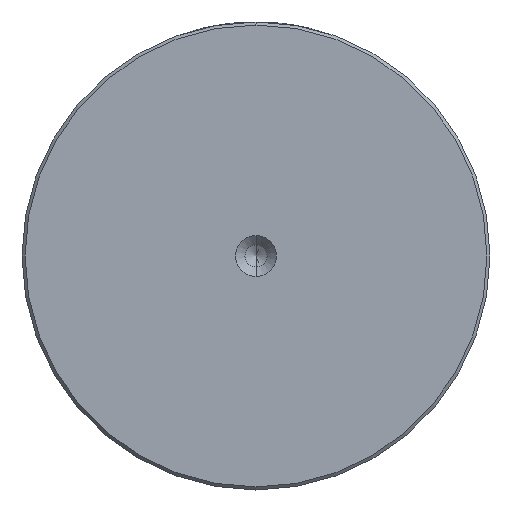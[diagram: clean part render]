
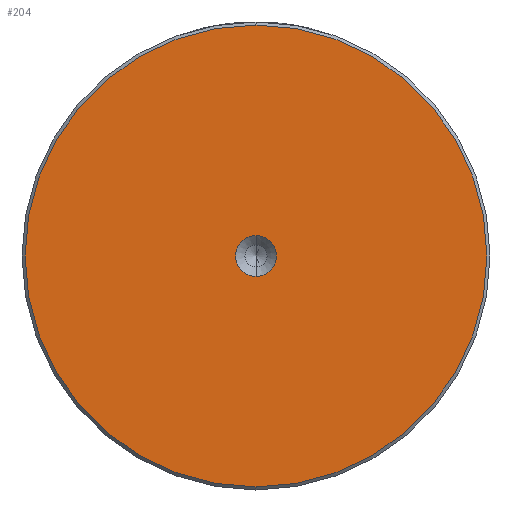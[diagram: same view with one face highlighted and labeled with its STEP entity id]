
A CAD part, left-side view. The second image highlights one B-rep face of the part: STEP entity #204.
In plain terms, the highlighted planar face has unit normal (-1, 0, 0).
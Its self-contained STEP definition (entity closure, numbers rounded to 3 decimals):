
#204 = ADVANCED_FACE ( 'NONE', ( #449, #2175 ), #2891, .T. ) ;
#433 = ORIENTED_EDGE ( 'NONE', *, *, #723, .T. ) ;
#446 = CIRCLE ( 'NONE', #1581, 37.5 ) ;
#449 = FACE_OUTER_BOUND ( 'NONE', #1660, .T. ) ;
#450 = CARTESIAN_POINT ( 'NONE',  ( 0., 0., 0. ) ) ;
#471 = ORIENTED_EDGE ( 'NONE', *, *, #1928, .F. ) ;
#532 = DIRECTION ( 'NONE',  ( 0., 0., 1. ) ) ;
#541 = CARTESIAN_POINT ( 'NONE',  ( 0., 0., 0. ) ) ;
#591 = CARTESIAN_POINT ( 'NONE',  ( 0., 0., 0. ) ) ;
#661 = CARTESIAN_POINT ( 'NONE',  ( 0., 0., -37.5 ) ) ;
#696 = DIRECTION ( 'NONE',  ( 0., 0., 1. ) ) ;
#706 = EDGE_CURVE ( 'NONE', #854, #2646, #1160, .T. ) ;
#723 = EDGE_CURVE ( 'NONE', #2646, #854, #446, .T. ) ;
#791 = DIRECTION ( 'NONE',  ( 0., 0., 1. ) ) ;
#831 = DIRECTION ( 'NONE',  ( 0., 0., 1. ) ) ;
#854 = VERTEX_POINT ( 'NONE', #661 ) ;
#997 = ORIENTED_EDGE ( 'NONE', *, *, #2761, .F. ) ;
#1000 = CARTESIAN_POINT ( 'NONE',  ( 0., 0., 0. ) ) ;
#1031 = CARTESIAN_POINT ( 'NONE',  ( 0., 0., -3.3 ) ) ;
#1048 = AXIS2_PLACEMENT_3D ( 'NONE', #1000, #1963, #532 ) ;
#1156 = CIRCLE ( 'NONE', #1177, 3.3 ) ;
#1160 = CIRCLE ( 'NONE', #1241, 37.5 ) ;
#1177 = AXIS2_PLACEMENT_3D ( 'NONE', #541, #2194, #791 ) ;
#1241 = AXIS2_PLACEMENT_3D ( 'NONE', #1291, #2949, #1526 ) ;
#1248 = VERTEX_POINT ( 'NONE', #1031 ) ;
#1262 = AXIS2_PLACEMENT_3D ( 'NONE', #450, #2101, #696 ) ;
#1291 = CARTESIAN_POINT ( 'NONE',  ( 0., 0., 0. ) ) ;
#1526 = DIRECTION ( 'NONE',  ( 0., 0., 1. ) ) ;
#1581 = AXIS2_PLACEMENT_3D ( 'NONE', #591, #2237, #831 ) ;
#1643 = CARTESIAN_POINT ( 'NONE',  ( 0., 0., 37.5 ) ) ;
#1660 = EDGE_LOOP ( 'NONE', ( #2159, #433 ) ) ;
#1928 = EDGE_CURVE ( 'NONE', #1248, #2102, #3081, .T. ) ;
#1963 = DIRECTION ( 'NONE',  ( -1., 0., 0. ) ) ;
#2101 = DIRECTION ( 'NONE',  ( -1., 0., 0. ) ) ;
#2102 = VERTEX_POINT ( 'NONE', #2168 ) ;
#2159 = ORIENTED_EDGE ( 'NONE', *, *, #706, .T. ) ;
#2168 = CARTESIAN_POINT ( 'NONE',  ( 0., 0., 3.3 ) ) ;
#2175 = FACE_BOUND ( 'NONE', #2387, .T. ) ;
#2194 = DIRECTION ( 'NONE',  ( -1., 0., 0. ) ) ;
#2237 = DIRECTION ( 'NONE',  ( -1., 0., 0. ) ) ;
#2387 = EDGE_LOOP ( 'NONE', ( #997, #471 ) ) ;
#2646 = VERTEX_POINT ( 'NONE', #1643 ) ;
#2761 = EDGE_CURVE ( 'NONE', #2102, #1248, #1156, .T. ) ;
#2891 = PLANE ( 'NONE',  #1048 ) ;
#2949 = DIRECTION ( 'NONE',  ( -1., 0., 0. ) ) ;
#3081 = CIRCLE ( 'NONE', #1262, 3.3 ) ;
